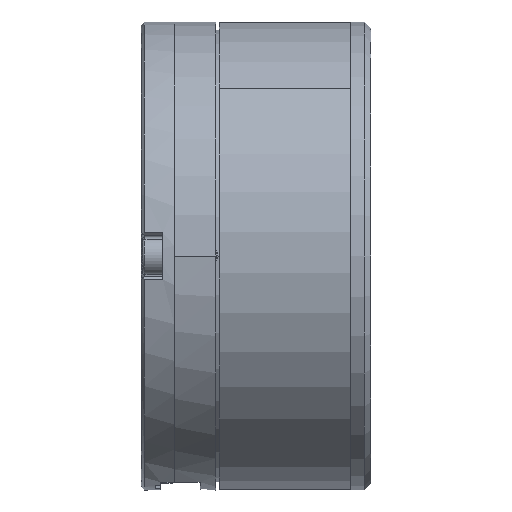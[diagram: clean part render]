
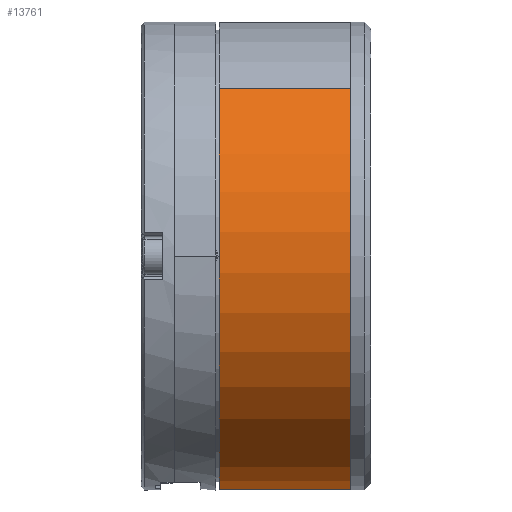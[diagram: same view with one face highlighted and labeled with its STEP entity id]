
A CAD part, front view. The second image highlights one B-rep face of the part: STEP entity #13761.
In plain terms, the highlighted cylindrical face has radius 34.5 mm (diameter 69 mm), a partial arc.
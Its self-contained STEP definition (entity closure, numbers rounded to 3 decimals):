
#5 = CYLINDRICAL_SURFACE ( 'NONE', #9529, 34.5 ) ;
#841 = CARTESIAN_POINT ( 'NONE',  ( -3., 0., 0. ) ) ;
#846 = DIRECTION ( 'NONE',  ( -1., 0., 0. ) ) ;
#851 = DIRECTION ( 'NONE',  ( 0., 0.697, -0.717 ) ) ;
#2865 = VERTEX_POINT ( 'NONE', #5901 ) ;
#5837 = VERTEX_POINT ( 'NONE', #11046 ) ;
#5901 = CARTESIAN_POINT ( 'NONE',  ( -3., -24.034, 24.751 ) ) ;
#5975 = EDGE_LOOP ( 'NONE', ( #8255, #8221, #8257, #8229 ) ) ;
#7697 = VERTEX_POINT ( 'NONE', #11087 ) ;
#8221 = ORIENTED_EDGE ( 'NONE', *, *, #12939, .T. ) ;
#8229 = ORIENTED_EDGE ( 'NONE', *, *, #12906, .F. ) ;
#8255 = ORIENTED_EDGE ( 'NONE', *, *, #12900, .T. ) ;
#8257 = ORIENTED_EDGE ( 'NONE', *, *, #12812, .T. ) ;
#9529 = AXIS2_PLACEMENT_3D ( 'NONE', #841, #846, #851 ) ;
#9809 = VERTEX_POINT ( 'NONE', #10189 ) ;
#10189 = CARTESIAN_POINT ( 'NONE',  ( -22.4, -24.034, 24.751 ) ) ;
#10463 = DIRECTION ( 'NONE',  ( 1., 0., 0. ) ) ;
#10479 = DIRECTION ( 'NONE',  ( 0., 0.697, -0.717 ) ) ;
#10491 = CARTESIAN_POINT ( 'NONE',  ( -22.4, 0., 0. ) ) ;
#10728 = DIRECTION ( 'NONE',  ( -1., 0., 0. ) ) ;
#10729 = DIRECTION ( 'NONE',  ( 0., 0.697, -0.717 ) ) ;
#10736 = CARTESIAN_POINT ( 'NONE',  ( -3., 24.034, -24.751 ) ) ;
#10744 = DIRECTION ( 'NONE',  ( -1., 0., 0. ) ) ;
#10758 = CARTESIAN_POINT ( 'NONE',  ( -3., 0., 0. ) ) ;
#10832 = DIRECTION ( 'NONE',  ( -1., 0., 0. ) ) ;
#10834 = CARTESIAN_POINT ( 'NONE',  ( -3., -24.034, 24.751 ) ) ;
#11046 = CARTESIAN_POINT ( 'NONE',  ( -3., 24.034, -24.751 ) ) ;
#11087 = CARTESIAN_POINT ( 'NONE',  ( -22.4, 24.034, -24.751 ) ) ;
#11322 = CIRCLE ( 'NONE', #13598, 34.5 ) ;
#11437 = CIRCLE ( 'NONE', #13660, 34.5 ) ;
#11439 = LINE ( 'NONE', #10736, #11460 ) ;
#11460 = VECTOR ( 'NONE', #10744, 1000. ) ;
#11496 = LINE ( 'NONE', #10834, #11537 ) ;
#11537 = VECTOR ( 'NONE', #10832, 1000. ) ;
#12812 = EDGE_CURVE ( 'NONE', #9809, #7697, #11322, .T. ) ;
#12900 = EDGE_CURVE ( 'NONE', #5837, #2865, #11437, .T. ) ;
#12906 = EDGE_CURVE ( 'NONE', #5837, #7697, #11439, .T. ) ;
#12939 = EDGE_CURVE ( 'NONE', #2865, #9809, #11496, .T. ) ;
#13598 = AXIS2_PLACEMENT_3D ( 'NONE', #10491, #10463, #10479 ) ;
#13660 = AXIS2_PLACEMENT_3D ( 'NONE', #10758, #10728, #10729 ) ;
#13761 = ADVANCED_FACE ( 'NONE', ( #14995 ), #5, .T. ) ;
#14995 = FACE_OUTER_BOUND ( 'NONE', #5975, .T. ) ;
